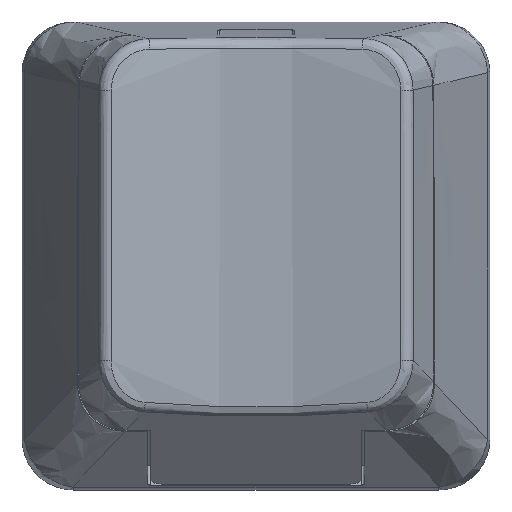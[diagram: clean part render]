
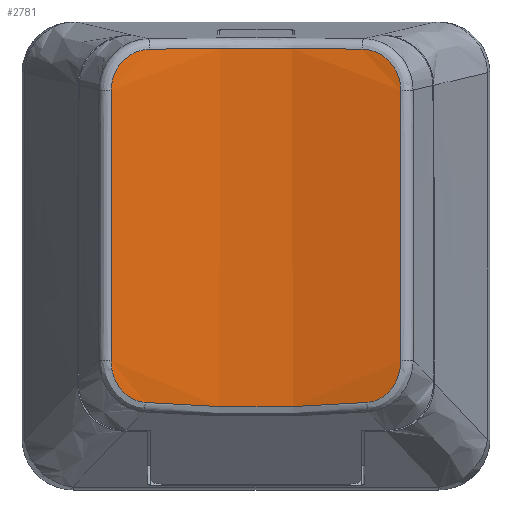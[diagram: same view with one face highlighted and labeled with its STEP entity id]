
A CAD part, top view. The second image highlights one B-rep face of the part: STEP entity #2781.
In plain terms, the highlighted free-form (B-spline) face has degree [1, 2] with [2, 3] control points.
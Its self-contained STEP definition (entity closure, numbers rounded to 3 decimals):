
#32=(
BOUNDED_SURFACE()
B_SPLINE_SURFACE(1,2,((#4593,#4594,#4595),(#4596,#4597,#4598)),
 .UNSPECIFIED.,.F.,.F.,.F.)
B_SPLINE_SURFACE_WITH_KNOTS((2,2),(3,3),(-0.594,0.053),
(-1.834,-1.307),.UNSPECIFIED.)
GEOMETRIC_REPRESENTATION_ITEM()
RATIONAL_B_SPLINE_SURFACE(((1.,0.965,1.),(1.,0.965,
1.)))
REPRESENTATION_ITEM('')
SURFACE()
);
#153=B_SPLINE_CURVE_WITH_KNOTS('',3,(#4373,#4374,#4375,#4376),
 .UNSPECIFIED.,.F.,.F.,(4,4),(0.,0.882),.UNSPECIFIED.);
#154=B_SPLINE_CURVE_WITH_KNOTS('',3,(#4409,#4410,#4411,#4412,#4413,#4414),
 .UNSPECIFIED.,.F.,.F.,(4,1,1,4),(0.,0.067,
0.135,0.236),.UNSPECIFIED.);
#155=B_SPLINE_CURVE_WITH_KNOTS('',3,(#4437,#4438,#4439,#4440),
 .UNSPECIFIED.,.F.,.F.,(4,4),(0.,1.049),.UNSPECIFIED.);
#156=B_SPLINE_CURVE_WITH_KNOTS('',3,(#4468,#4469,#4470,#4471,#4472),
 .UNSPECIFIED.,.F.,.F.,(4,1,4),(0.,0.106,
0.248),.UNSPECIFIED.);
#157=B_SPLINE_CURVE_WITH_KNOTS('',3,(#4495,#4496,#4497,#4498),
 .UNSPECIFIED.,.F.,.F.,(4,4),(0.,0.843),
 .UNSPECIFIED.);
#158=B_SPLINE_CURVE_WITH_KNOTS('',3,(#4526,#4527,#4528,#4529,#4530),
 .UNSPECIFIED.,.F.,.F.,(4,1,4),(0.,0.106,
0.248),.UNSPECIFIED.);
#159=B_SPLINE_CURVE_WITH_KNOTS('',3,(#4553,#4554,#4555,#4556),
 .UNSPECIFIED.,.F.,.F.,(4,4),(0.,1.049),.UNSPECIFIED.);
#160=B_SPLINE_CURVE_WITH_KNOTS('',3,(#4587,#4588,#4589,#4590,#4591,#4592),
 .UNSPECIFIED.,.F.,.F.,(4,1,1,4),(0.,0.101,0.168,
0.236),.UNSPECIFIED.);
#405=FACE_OUTER_BOUND('',#574,.T.);
#574=EDGE_LOOP('',(#2037,#2038,#2039,#2040,#2041,#2042,#2043,#2044));
#1190=VERTEX_POINT('',#4369);
#1191=VERTEX_POINT('',#4371);
#1192=VERTEX_POINT('',#4407);
#1193=VERTEX_POINT('',#4435);
#1194=VERTEX_POINT('',#4466);
#1195=VERTEX_POINT('',#4493);
#1196=VERTEX_POINT('',#4524);
#1197=VERTEX_POINT('',#4551);
#1498=EDGE_CURVE('',#1191,#1190,#153,.T.);
#1500=EDGE_CURVE('',#1190,#1192,#154,.T.);
#1502=EDGE_CURVE('',#1192,#1193,#155,.T.);
#1504=EDGE_CURVE('',#1193,#1194,#156,.T.);
#1506=EDGE_CURVE('',#1194,#1195,#157,.T.);
#1508=EDGE_CURVE('',#1195,#1196,#158,.T.);
#1510=EDGE_CURVE('',#1196,#1197,#159,.T.);
#1511=EDGE_CURVE('',#1197,#1191,#160,.T.);
#2037=ORIENTED_EDGE('',*,*,#1498,.F.);
#2038=ORIENTED_EDGE('',*,*,#1511,.F.);
#2039=ORIENTED_EDGE('',*,*,#1510,.F.);
#2040=ORIENTED_EDGE('',*,*,#1508,.F.);
#2041=ORIENTED_EDGE('',*,*,#1506,.F.);
#2042=ORIENTED_EDGE('',*,*,#1504,.F.);
#2043=ORIENTED_EDGE('',*,*,#1502,.F.);
#2044=ORIENTED_EDGE('',*,*,#1500,.F.);
#2781=ADVANCED_FACE('',(#405),#32,.T.);
#4369=CARTESIAN_POINT('',(-4.294,-5.699,7.733));
#4371=CARTESIAN_POINT('',(4.294,-5.699,7.733));
#4373=CARTESIAN_POINT('Ctrl Pts',(4.294,-5.699,7.733));
#4374=CARTESIAN_POINT('Ctrl Pts',(1.476,-5.935,7.158));
#4375=CARTESIAN_POINT('Ctrl Pts',(-1.476,-5.935,7.158));
#4376=CARTESIAN_POINT('Ctrl Pts',(-4.294,-5.699,7.733));
#4407=CARTESIAN_POINT('',(-5.622,-4.074,8.075));
#4409=CARTESIAN_POINT('Ctrl Pts',(-4.294,-5.699,7.733));
#4410=CARTESIAN_POINT('Ctrl Pts',(-4.509,-5.681,7.777));
#4411=CARTESIAN_POINT('Ctrl Pts',(-4.929,-5.538,7.872));
#4412=CARTESIAN_POINT('Ctrl Pts',(-5.473,-4.973,8.018));
#4413=CARTESIAN_POINT('Ctrl Pts',(-5.622,-4.411,8.069));
#4414=CARTESIAN_POINT('Ctrl Pts',(-5.622,-4.074,8.075));
#4435=CARTESIAN_POINT('',(-5.618,6.417,8.257));
#4437=CARTESIAN_POINT('Ctrl Pts',(-5.622,-4.074,8.075));
#4438=CARTESIAN_POINT('Ctrl Pts',(-5.621,-0.577,
8.135));
#4439=CARTESIAN_POINT('Ctrl Pts',(-5.619,2.92,8.196));
#4440=CARTESIAN_POINT('Ctrl Pts',(-5.618,6.417,8.257));
#4466=CARTESIAN_POINT('',(-4.112,8.012,7.937));
#4468=CARTESIAN_POINT('Ctrl Pts',(-5.618,6.417,8.257));
#4469=CARTESIAN_POINT('Ctrl Pts',(-5.618,6.772,8.263));
#4470=CARTESIAN_POINT('Ctrl Pts',(-5.348,7.603,8.201));
#4471=CARTESIAN_POINT('Ctrl Pts',(-4.568,8.004,8.025));
#4472=CARTESIAN_POINT('Ctrl Pts',(-4.112,8.012,7.937));
#4493=CARTESIAN_POINT('',(4.112,8.012,7.937));
#4495=CARTESIAN_POINT('Ctrl Pts',(-4.112,8.012,7.937));
#4496=CARTESIAN_POINT('Ctrl Pts',(-1.405,8.059,7.413));
#4497=CARTESIAN_POINT('Ctrl Pts',(1.405,8.059,7.413));
#4498=CARTESIAN_POINT('Ctrl Pts',(4.112,8.012,7.937));
#4524=CARTESIAN_POINT('',(5.618,6.417,8.257));
#4526=CARTESIAN_POINT('Ctrl Pts',(4.112,8.012,7.937));
#4527=CARTESIAN_POINT('Ctrl Pts',(4.454,8.006,8.003));
#4528=CARTESIAN_POINT('Ctrl Pts',(5.246,7.711,8.175));
#4529=CARTESIAN_POINT('Ctrl Pts',(5.618,6.89,8.265));
#4530=CARTESIAN_POINT('Ctrl Pts',(5.618,6.417,8.257));
#4551=CARTESIAN_POINT('',(5.622,-4.074,8.075));
#4553=CARTESIAN_POINT('Ctrl Pts',(5.618,6.417,8.257));
#4554=CARTESIAN_POINT('Ctrl Pts',(5.619,2.92,8.196));
#4555=CARTESIAN_POINT('Ctrl Pts',(5.621,-0.577,8.135));
#4556=CARTESIAN_POINT('Ctrl Pts',(5.622,-4.074,8.075));
#4587=CARTESIAN_POINT('Ctrl Pts',(5.622,-4.074,8.075));
#4588=CARTESIAN_POINT('Ctrl Pts',(5.622,-4.411,8.069));
#4589=CARTESIAN_POINT('Ctrl Pts',(5.473,-4.973,8.018));
#4590=CARTESIAN_POINT('Ctrl Pts',(4.929,-5.538,7.872));
#4591=CARTESIAN_POINT('Ctrl Pts',(4.509,-5.681,7.777));
#4592=CARTESIAN_POINT('Ctrl Pts',(4.294,-5.699,7.733));
#4593=CARTESIAN_POINT('Ctrl Pts',(5.622,-5.907,8.043));
#4594=CARTESIAN_POINT('Ctrl Pts',(0.,-5.881,
6.53));
#4595=CARTESIAN_POINT('Ctrl Pts',(-5.622,-5.907,8.043));
#4596=CARTESIAN_POINT('Ctrl Pts',(5.622,8.043,8.286));
#4597=CARTESIAN_POINT('Ctrl Pts',(0.,8.07,
6.773));
#4598=CARTESIAN_POINT('Ctrl Pts',(-5.622,8.043,8.286));
